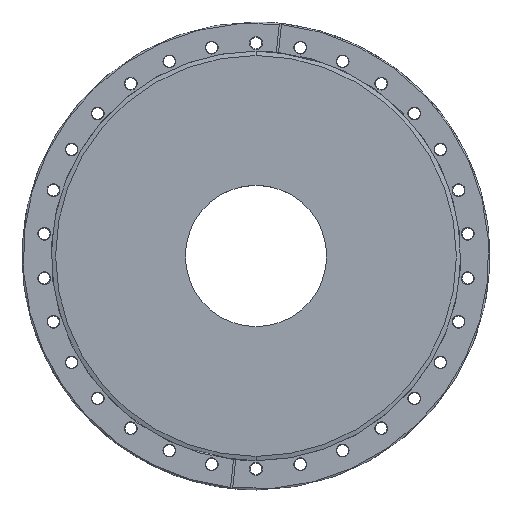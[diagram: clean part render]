
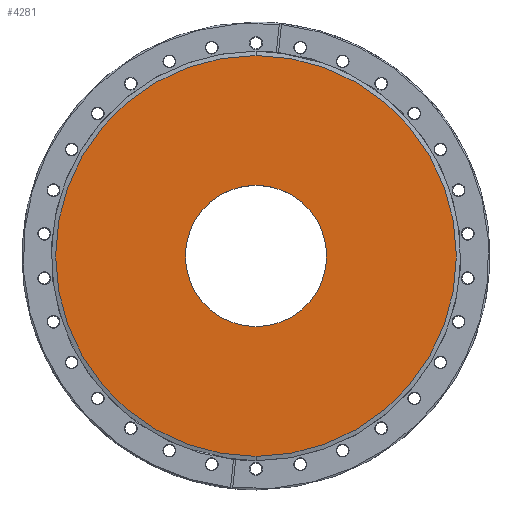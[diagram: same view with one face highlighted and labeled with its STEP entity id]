
A CAD part, top view. The second image highlights one B-rep face of the part: STEP entity #4281.
In plain terms, the highlighted planar face has unit normal (0, 0, 1).
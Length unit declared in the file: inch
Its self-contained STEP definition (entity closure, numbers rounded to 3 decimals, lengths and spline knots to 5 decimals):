
#452=CARTESIAN_POINT('',(0.,0.,-0.05));
#453=DIRECTION('',(0.,0.,-1.));
#454=DIRECTION('',(0.,1.,0.));
#455=AXIS2_PLACEMENT_3D('',#452,#453,#454);
#457=CARTESIAN_POINT('',(0.,0.,-0.05));
#458=DIRECTION('',(0.,0.,1.));
#459=DIRECTION('',(0.,1.,0.));
#460=AXIS2_PLACEMENT_3D('',#457,#458,#459);
#462=CARTESIAN_POINT('',(0.,0.,-0.05));
#463=DIRECTION('',(0.,0.,-1.));
#464=DIRECTION('',(-1.,0.,0.));
#465=AXIS2_PLACEMENT_3D('',#462,#463,#464);
#467=CARTESIAN_POINT('',(0.,0.,-0.05));
#468=DIRECTION('',(0.,0.,-1.));
#469=DIRECTION('',(1.,0.,0.));
#470=AXIS2_PLACEMENT_3D('',#467,#468,#469);
#2706=CARTESIAN_POINT('',(0.,5.675,-0.05));
#2708=VERTEX_POINT('',#2706);
#2712=CARTESIAN_POINT('',(0.,-5.675,-0.05));
#2714=VERTEX_POINT('',#2712);
#2722=CARTESIAN_POINT('',(-2.,0.,-0.05));
#2723=CARTESIAN_POINT('',(2.,0.,-0.05));
#2724=VERTEX_POINT('',#2722);
#2725=VERTEX_POINT('',#2723);
#4266=CARTESIAN_POINT('',(0.,0.,-0.05));
#4267=DIRECTION('',(0.,0.,1.));
#4268=DIRECTION('',(0.,1.,0.));
#4269=AXIS2_PLACEMENT_3D('',#4266,#4267,#4268);
#4270=PLANE('',#4269);
#4271=ORIENTED_EDGE('',*,*,#4248,.T.);
#4272=ORIENTED_EDGE('',*,*,#4259,.F.);
#4273=EDGE_LOOP('',(#4271,#4272));
#4274=FACE_OUTER_BOUND('',#4273,.F.);
#4276=ORIENTED_EDGE('',*,*,#4275,.F.);
#4278=ORIENTED_EDGE('',*,*,#4277,.F.);
#4279=EDGE_LOOP('',(#4276,#4278));
#4280=FACE_BOUND('',#4279,.F.);
#4281=ADVANCED_FACE('',(#4274,#4280),#4270,.T.);
#456=CIRCLE('',#455,5.675);
#461=CIRCLE('',#460,5.675);
#466=CIRCLE('',#465,2.);
#471=CIRCLE('',#470,2.);
#4248=EDGE_CURVE('',#2708,#2714,#456,.T.);
#4259=EDGE_CURVE('',#2708,#2714,#461,.T.);
#4275=EDGE_CURVE('',#2724,#2725,#466,.T.);
#4277=EDGE_CURVE('',#2725,#2724,#471,.T.);
